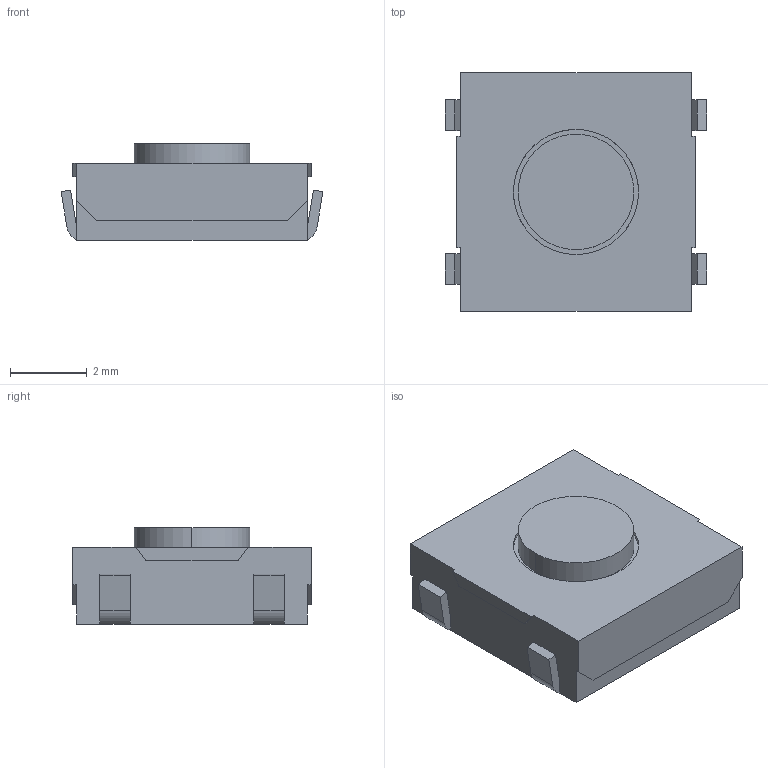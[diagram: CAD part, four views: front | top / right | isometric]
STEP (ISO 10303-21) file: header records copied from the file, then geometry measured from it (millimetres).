
FILE_DESCRIPTION(/* description */ (''),/* implementation_level */ '2;1');
FILE_NAME(/* name */ 'TE1571~1',/* time_stamp */ '2018-03-07T10:41:43+03:00',/* author */ (''),/* organization */ (''),/* preprocessor_version */ 'ST-DEVELOPER v15',/* originating_system */ '',/* authorisation */ '');
FILE_SCHEMA (('AUTOMOTIVE_DESIGN'));
Length unit declared in the file: millimetre
Products named in the file (1): Document
Bounding box: 6.8 x 6.2 x 2.5 mm (x, y, z)
Surface area: 140.3 mm2 (no closed solid volume)
Topology: 0 solids, 52 shells, 52 faces, 272 edges, 272 vertices
Faces by surface type: plane 44, bspline 8
Entity records: 3013 total; most frequent: CARTESIAN_POINT 1070, ORIENTED_EDGE 272, EDGE_CURVE 272, VERTEX_POINT 272, B_SPLINE_CURVE_WITH_KNOTS 240, EDGE_LOOP 54, COLOUR_RGB 52, FILL_AREA_STYLE_COLOUR 52
